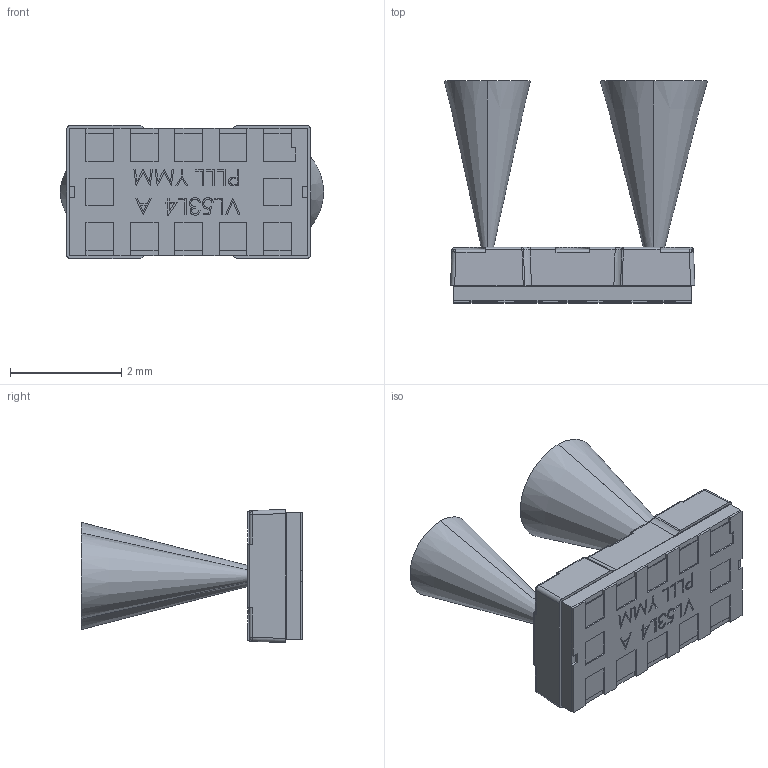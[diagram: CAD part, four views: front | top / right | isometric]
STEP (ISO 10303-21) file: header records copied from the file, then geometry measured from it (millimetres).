
FILE_DESCRIPTION (( 'STEP AP214' ), '1' );
FILE_NAME ('VL53L4 MODULE ASSEMBLY.STEP', '2024-01-11T05:18:16', ( '' ), ( '' ), 'SwSTEP 2.0', 'SolidWorks 2022', '' );
FILE_SCHEMA (( 'AUTOMOTIVE_DESIGN' ));
Length unit declared in the file: millimetre
Products named in the file (7): VL53L4 Cap Assembly; VL53L4 Substrate; VL53L4 Substrate Assembly; VL53L4 Cap; VL53L4 Rx Exclusion Cone; VL53L4 Tx Exclusion Cone; VL53L4 MODULE ASSEMBLY
Assembly tree (6 placements, depth 3):
  VL53L4 MODULE ASSEMBLY
    VL53L4 Substrate Assembly
      VL53L4 Substrate
    VL53L4 Cap Assembly
      VL53L4 Cap
    VL53L4 Tx Exclusion Cone
    VL53L4 Rx Exclusion Cone
Bounding box: 4.74 x 4 x 2.4 mm (x, y, z)
Volume: 9.9 mm3; surface area: 94.3 mm2
Topology: 4 solids, 4 shells, 399 faces, 1022 edges, 656 vertices
Faces by surface type: plane 276, cylinder 59, bspline 44, cone 20
Entity records: 14858 total; most frequent: CARTESIAN_POINT 4072, ORIENTED_EDGE 2044, DIRECTION 1780, EDGE_CURVE 1022, VECTOR 804, LINE 804, VERTEX_POINT 656, AXIS2_PLACEMENT_3D 488
